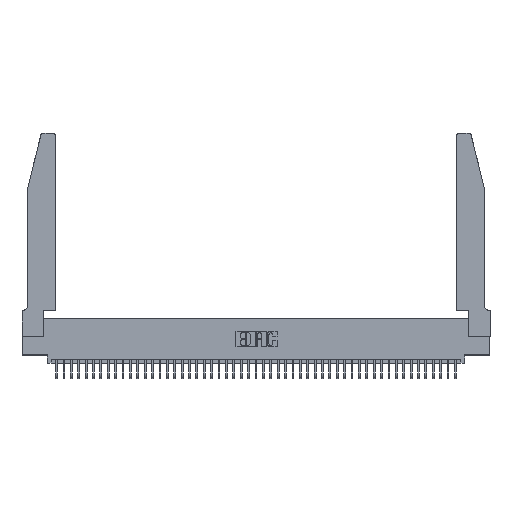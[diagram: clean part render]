
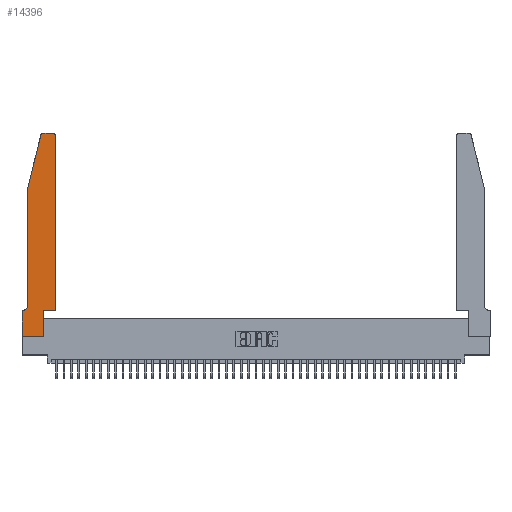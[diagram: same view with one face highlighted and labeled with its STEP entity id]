
A CAD part, top view. The second image highlights one B-rep face of the part: STEP entity #14396.
In plain terms, the highlighted planar face has unit normal (0, 0, 1).
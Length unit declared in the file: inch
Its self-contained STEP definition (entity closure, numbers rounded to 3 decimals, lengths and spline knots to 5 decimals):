
#242 = CARTESIAN_POINT ( 'NONE',  ( 0.284, 2.75, 0.37 ) ) ;
#601 = ORIENTED_EDGE ( 'NONE', *, *, #40159, .T. ) ;
#2105 = DIRECTION ( 'NONE',  ( 1., 0., 0. ) ) ;
#2759 = DIRECTION ( 'NONE',  ( 0., -1., 0. ) ) ;
#2823 = CIRCLE ( 'NONE', #41707, 0.07 ) ;
#3065 = VECTOR ( 'NONE', #9615, 39.37008 ) ;
#4524 = CARTESIAN_POINT ( 'NONE',  ( 0.0055, 0.42, 0.37 ) ) ;
#4815 = VERTEX_POINT ( 'NONE', #17423 ) ;
#5343 = CARTESIAN_POINT ( 'NONE',  ( 0.2865, 0., 0.37 ) ) ;
#5464 = VERTEX_POINT ( 'NONE', #24995 ) ;
#6687 = FACE_OUTER_BOUND ( 'NONE', #15320, .T. ) ;
#7460 = DIRECTION ( 'NONE',  ( 0., 1., 0. ) ) ;
#7470 = AXIS2_PLACEMENT_3D ( 'NONE', #36842, #11083, #36680 ) ;
#8621 = VERTEX_POINT ( 'NONE', #33823 ) ;
#9615 = DIRECTION ( 'NONE',  ( 0., -1., 0. ) ) ;
#9698 = DIRECTION ( 'NONE',  ( 1., 0., 0. ) ) ;
#9946 = VERTEX_POINT ( 'NONE', #21120 ) ;
#11083 = DIRECTION ( 'NONE',  ( 0., 0., 1. ) ) ;
#11561 = DIRECTION ( 'NONE',  ( -1., 0., 0. ) ) ;
#11593 = LINE ( 'NONE', #25957, #43493 ) ;
#11989 = DIRECTION ( 'NONE',  ( -1., 0., 0. ) ) ;
#12687 = ORIENTED_EDGE ( 'NONE', *, *, #46009, .T. ) ;
#13386 = VERTEX_POINT ( 'NONE', #5343 ) ;
#13494 = VECTOR ( 'NONE', #29696, 39.37008 ) ;
#13531 = CARTESIAN_POINT ( 'NONE',  ( 0.4505, 0.35, 0.37 ) ) ;
#13768 = PLANE ( 'NONE',  #23785 ) ;
#14002 = CARTESIAN_POINT ( 'NONE',  ( 0., 0., 0.37 ) ) ;
#14395 = ORIENTED_EDGE ( 'NONE', *, *, #36363, .T. ) ;
#14396 = ADVANCED_FACE ( 'NONE', ( #6687 ), #13768, .T. ) ;
#14529 = ORIENTED_EDGE ( 'NONE', *, *, #34951, .T. ) ;
#15320 = EDGE_LOOP ( 'NONE', ( #23588, #43273, #33786, #21347, #601, #38640, #14529, #46497, #14395, #40340, #42925, #12687 ) ) ;
#17128 = LINE ( 'NONE', #42105, #37925 ) ;
#17423 = CARTESIAN_POINT ( 'NONE',  ( 0., 0.35, 0.37 ) ) ;
#18762 = VERTEX_POINT ( 'NONE', #19203 ) ;
#19203 = CARTESIAN_POINT ( 'NONE',  ( 0.4505, 2.72, 0.37 ) ) ;
#19928 = EDGE_CURVE ( 'NONE', #47293, #27335, #39278, .T. ) ;
#20171 = DIRECTION ( 'NONE',  ( 0., 0., 1. ) ) ;
#20257 = CARTESIAN_POINT ( 'NONE',  ( 0.4205, 2.75, 0.37 ) ) ;
#20355 = EDGE_CURVE ( 'NONE', #40361, #18762, #31174, .T. ) ;
#21120 = CARTESIAN_POINT ( 'NONE',  ( 0.2865, 0.35, 0.37 ) ) ;
#21347 = ORIENTED_EDGE ( 'NONE', *, *, #22690, .T. ) ;
#21595 = CARTESIAN_POINT ( 'NONE',  ( 0., 0., 0.37 ) ) ;
#22690 = EDGE_CURVE ( 'NONE', #8621, #32330, #46060, .T. ) ;
#23061 = VECTOR ( 'NONE', #39442, 39.37008 ) ;
#23588 = ORIENTED_EDGE ( 'NONE', *, *, #37651, .T. ) ;
#23785 = AXIS2_PLACEMENT_3D ( 'NONE', #43716, #39666, #9698 ) ;
#23914 = EDGE_CURVE ( 'NONE', #27767, #13386, #25666, .T. ) ;
#24550 = CARTESIAN_POINT ( 'NONE',  ( 0.0755, 0.42, 0.37 ) ) ;
#24995 = CARTESIAN_POINT ( 'NONE',  ( 0.0055, 0.35, 0.37 ) ) ;
#25032 = VECTOR ( 'NONE', #2105, 39.37008 ) ;
#25093 = VECTOR ( 'NONE', #11561, 39.37008 ) ;
#25666 = LINE ( 'NONE', #21595, #46533 ) ;
#25957 = CARTESIAN_POINT ( 'NONE',  ( 0.2865, 0.35, 0.37 ) ) ;
#26116 = VERTEX_POINT ( 'NONE', #20257 ) ;
#27335 = VERTEX_POINT ( 'NONE', #45414 ) ;
#27419 = DIRECTION ( 'NONE',  ( 1., 0., 0. ) ) ;
#27767 = VERTEX_POINT ( 'NONE', #41493 ) ;
#27859 = DIRECTION ( 'NONE',  ( -0.239, -0.971, 0. ) ) ;
#28830 = CARTESIAN_POINT ( 'NONE',  ( 0.0755, 2., 0.37 ) ) ;
#29696 = DIRECTION ( 'NONE',  ( -1., 0., 0. ) ) ;
#29707 = LINE ( 'NONE', #30015, #13494 ) ;
#29724 = LINE ( 'NONE', #14002, #3065 ) ;
#30015 = CARTESIAN_POINT ( 'NONE',  ( 0.2605, 2.75, 0.37 ) ) ;
#31174 = LINE ( 'NONE', #13531, #23061 ) ;
#32330 = VERTEX_POINT ( 'NONE', #24550 ) ;
#33698 = DIRECTION ( 'NONE',  ( 0., 0., -1. ) ) ;
#33786 = ORIENTED_EDGE ( 'NONE', *, *, #33964, .T. ) ;
#33823 = CARTESIAN_POINT ( 'NONE',  ( 0.0755, 2., 0.37 ) ) ;
#33964 = EDGE_CURVE ( 'NONE', #27335, #8621, #17128, .T. ) ;
#34951 = EDGE_CURVE ( 'NONE', #4815, #27767, #29724, .T. ) ;
#36363 = EDGE_CURVE ( 'NONE', #13386, #9946, #11593, .T. ) ;
#36680 = DIRECTION ( 'NONE',  ( 1., 0., 0. ) ) ;
#36773 = VECTOR ( 'NONE', #2759, 39.37008 ) ;
#36842 = CARTESIAN_POINT ( 'NONE',  ( 0.4205, 2.72, 0.37 ) ) ;
#37651 = EDGE_CURVE ( 'NONE', #26116, #47293, #29707, .T. ) ;
#37925 = VECTOR ( 'NONE', #27859, 39.37008 ) ;
#38640 = ORIENTED_EDGE ( 'NONE', *, *, #46151, .T. ) ;
#38702 = EDGE_CURVE ( 'NONE', #9946, #40361, #44687, .T. ) ;
#39278 = CIRCLE ( 'NONE', #43634, 0.03 ) ;
#39442 = DIRECTION ( 'NONE',  ( 0., 1., 0. ) ) ;
#39666 = DIRECTION ( 'NONE',  ( 0., 0., 1. ) ) ;
#39683 = CARTESIAN_POINT ( 'NONE',  ( 0.4505, 0.35, 0.37 ) ) ;
#40159 = EDGE_CURVE ( 'NONE', #32330, #5464, #2823, .T. ) ;
#40340 = ORIENTED_EDGE ( 'NONE', *, *, #38702, .T. ) ;
#40361 = VERTEX_POINT ( 'NONE', #39683 ) ;
#40646 = CIRCLE ( 'NONE', #7470, 0.03 ) ;
#40888 = CARTESIAN_POINT ( 'NONE',  ( 0.0755, 0.35, 0.37 ) ) ;
#41493 = CARTESIAN_POINT ( 'NONE',  ( 0., 0., 0.37 ) ) ;
#41707 = AXIS2_PLACEMENT_3D ( 'NONE', #4524, #33698, #11989 ) ;
#42105 = CARTESIAN_POINT ( 'NONE',  ( 0.0755, 2., 0.37 ) ) ;
#42765 = CARTESIAN_POINT ( 'NONE',  ( 0.4505, 0.35, 0.37 ) ) ;
#42925 = ORIENTED_EDGE ( 'NONE', *, *, #20355, .T. ) ;
#43273 = ORIENTED_EDGE ( 'NONE', *, *, #19928, .T. ) ;
#43493 = VECTOR ( 'NONE', #7460, 39.37008 ) ;
#43634 = AXIS2_PLACEMENT_3D ( 'NONE', #45236, #20171, #27419 ) ;
#43716 = CARTESIAN_POINT ( 'NONE',  ( 0., 0.35, 0.37 ) ) ;
#44187 = DIRECTION ( 'NONE',  ( 1., 0., 0. ) ) ;
#44687 = LINE ( 'NONE', #42765, #25032 ) ;
#44745 = LINE ( 'NONE', #40888, #25093 ) ;
#45236 = CARTESIAN_POINT ( 'NONE',  ( 0.284, 2.72, 0.37 ) ) ;
#45414 = CARTESIAN_POINT ( 'NONE',  ( 0.25487, 2.72718, 0.37 ) ) ;
#46009 = EDGE_CURVE ( 'NONE', #18762, #26116, #40646, .T. ) ;
#46060 = LINE ( 'NONE', #28830, #36773 ) ;
#46151 = EDGE_CURVE ( 'NONE', #5464, #4815, #44745, .T. ) ;
#46497 = ORIENTED_EDGE ( 'NONE', *, *, #23914, .T. ) ;
#46533 = VECTOR ( 'NONE', #44187, 39.37008 ) ;
#47293 = VERTEX_POINT ( 'NONE', #242 ) ;
